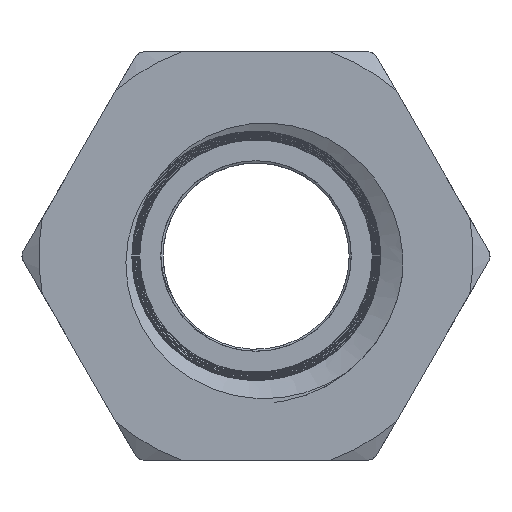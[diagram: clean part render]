
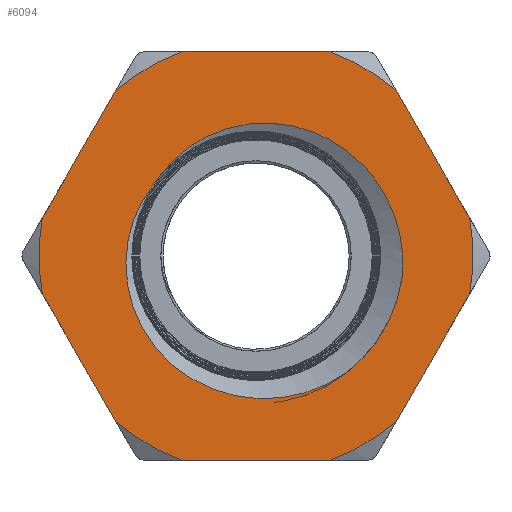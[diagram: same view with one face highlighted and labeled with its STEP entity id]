
A CAD part, left-side view. The second image highlights one B-rep face of the part: STEP entity #6094.
In plain terms, the highlighted planar face has unit normal (-1, 0, 0).
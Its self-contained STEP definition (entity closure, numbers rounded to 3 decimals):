
#668=CARTESIAN_POINT('',(-16.6,0.,0.));
#669=DIRECTION('',(-1.,0.,0.));
#670=DIRECTION('',(0.,-0.985,-0.175));
#671=AXIS2_PLACEMENT_3D('',#668,#669,#670);
#697=CARTESIAN_POINT('',(-16.6,0.,0.));
#698=DIRECTION('',(-1.,0.,0.));
#699=DIRECTION('',(0.,0.985,0.175));
#700=AXIS2_PLACEMENT_3D('',#697,#698,#699);
#820=DIRECTION('',(0.,0.5,-0.866));
#821=VECTOR('',#820,6.911);
#822=CARTESIAN_POINT('',(-16.6,6.521,7.755));
#823=LINE('',#822,#821);
#824=CARTESIAN_POINT('',(-16.6,0.,0.));
#825=DIRECTION('',(1.,0.,0.));
#826=DIRECTION('',(0.,0.644,0.765));
#827=AXIS2_PLACEMENT_3D('',#824,#825,#826);
#829=DIRECTION('',(0.,1.,0.));
#830=VECTOR('',#829,6.911);
#831=CARTESIAN_POINT('',(-16.6,-3.456,9.525));
#832=LINE('',#831,#830);
#833=CARTESIAN_POINT('',(-16.6,0.,0.));
#834=DIRECTION('',(1.,0.,0.));
#835=DIRECTION('',(0.,-0.341,0.94));
#836=AXIS2_PLACEMENT_3D('',#833,#834,#835);
#838=DIRECTION('',(0.,0.5,0.866));
#839=VECTOR('',#838,6.911);
#840=CARTESIAN_POINT('',(-16.6,-9.977,1.77));
#841=LINE('',#840,#839);
#842=DIRECTION('',(0.,-0.5,0.866));
#843=VECTOR('',#842,6.911);
#844=CARTESIAN_POINT('',(-16.6,-6.521,-7.755));
#845=LINE('',#844,#843);
#846=CARTESIAN_POINT('',(-16.6,0.,0.));
#847=DIRECTION('',(1.,0.,0.));
#848=DIRECTION('',(0.,-0.644,-0.765));
#849=AXIS2_PLACEMENT_3D('',#846,#847,#848);
#851=DIRECTION('',(0.,-1.,0.));
#852=VECTOR('',#851,6.911);
#853=CARTESIAN_POINT('',(-16.6,3.456,-9.525));
#854=LINE('',#853,#852);
#855=CARTESIAN_POINT('',(-16.6,0.,0.));
#856=DIRECTION('',(1.,0.,0.));
#857=DIRECTION('',(0.,0.341,-0.94));
#858=AXIS2_PLACEMENT_3D('',#855,#856,#857);
#860=DIRECTION('',(0.,-0.5,-0.866));
#861=VECTOR('',#860,6.911);
#862=CARTESIAN_POINT('',(-16.6,9.977,-1.77));
#863=LINE('',#862,#861);
#864=CARTESIAN_POINT('',(-16.6,4.438,3.784));
#865=CARTESIAN_POINT('',(-16.6,4.293,3.98));
#866=CARTESIAN_POINT('',(-16.6,3.983,4.351));
#867=CARTESIAN_POINT('',(-16.6,3.448,4.849));
#868=CARTESIAN_POINT('',(-16.6,2.866,5.27));
#869=CARTESIAN_POINT('',(-16.6,2.234,5.623));
#870=CARTESIAN_POINT('',(-16.6,1.52,5.913));
#871=CARTESIAN_POINT('',(-16.6,0.701,6.128));
#872=CARTESIAN_POINT('',(-16.6,-0.262,6.233));
#873=CARTESIAN_POINT('',(-16.6,-1.306,6.173));
#874=CARTESIAN_POINT('',(-16.6,-2.334,5.936));
#875=CARTESIAN_POINT('',(-16.6,-3.331,5.522));
#876=CARTESIAN_POINT('',(-16.6,-4.24,4.951));
#877=CARTESIAN_POINT('',(-16.6,-5.055,4.225));
#878=CARTESIAN_POINT('',(-16.6,-5.742,3.368));
#879=CARTESIAN_POINT('',(-16.6,-6.28,2.408));
#880=CARTESIAN_POINT('',(-16.6,-6.659,1.353));
#881=CARTESIAN_POINT('',(-16.6,-6.858,0.253));
#882=CARTESIAN_POINT('',(-16.6,-6.871,-0.498));
#883=CARTESIAN_POINT('',(-16.6,-6.845,-0.879));
#885=CARTESIAN_POINT('',(-16.6,0.,0.));
#886=DIRECTION('',(1.,0.,0.));
#887=DIRECTION('',(0.,0.817,0.577));
#888=AXIS2_PLACEMENT_3D('',#885,#886,#887);
#890=CARTESIAN_POINT('',(-16.6,-4.28,-5.413));
#891=CARTESIAN_POINT('',(-16.6,-4.079,-5.555));
#892=CARTESIAN_POINT('',(-16.6,-3.666,-5.815));
#893=CARTESIAN_POINT('',(-16.6,-3.006,-6.137));
#894=CARTESIAN_POINT('',(-16.6,-2.323,-6.385));
#895=CARTESIAN_POINT('',(-16.6,-1.598,-6.563));
#896=CARTESIAN_POINT('',(-16.6,-0.801,-6.665));
#897=CARTESIAN_POINT('',(-16.6,0.09,-6.668));
#898=CARTESIAN_POINT('',(-16.6,1.09,-6.526));
#899=CARTESIAN_POINT('',(-16.6,2.121,-6.205));
#900=CARTESIAN_POINT('',(-16.6,3.084,-5.717));
#901=CARTESIAN_POINT('',(-16.6,3.961,-5.069));
#902=CARTESIAN_POINT('',(-16.6,4.701,-4.298));
#903=CARTESIAN_POINT('',(-16.6,5.303,-3.414));
#904=CARTESIAN_POINT('',(-16.6,5.742,-2.451));
#905=CARTESIAN_POINT('',(-16.6,6.01,-1.441));
#906=CARTESIAN_POINT('',(-16.6,6.103,-0.398));
#907=CARTESIAN_POINT('',(-16.6,6.021,0.625));
#908=CARTESIAN_POINT('',(-16.6,5.765,1.624));
#909=CARTESIAN_POINT('',(-16.6,5.348,2.549));
#910=CARTESIAN_POINT('',(-16.6,4.975,3.103));
#911=CARTESIAN_POINT('',(-16.6,4.763,3.366));
#913=CARTESIAN_POINT('',(-16.6,-6.845,-0.879));
#914=CARTESIAN_POINT('',(-16.6,-6.809,-1.161));
#915=CARTESIAN_POINT('',(-16.6,-6.703,-1.713));
#916=CARTESIAN_POINT('',(-16.6,-6.447,-2.509));
#917=CARTESIAN_POINT('',(-16.6,-6.096,-3.271));
#918=CARTESIAN_POINT('',(-16.6,-5.638,-4.013));
#919=CARTESIAN_POINT('',(-16.6,-5.047,-4.74));
#920=CARTESIAN_POINT('',(-16.6,-4.555,-5.196));
#921=CARTESIAN_POINT('',(-16.6,-4.28,-5.413));
#5155=VERTEX_POINT('',#864);
#5156=VERTEX_POINT('',#883);
#5157=VERTEX_POINT('',#921);
#5158=VERTEX_POINT('',#911);
#5220=CARTESIAN_POINT('',(-16.6,6.521,7.755));
#5221=CARTESIAN_POINT('',(-16.6,3.456,9.525));
#5222=VERTEX_POINT('',#5220);
#5223=VERTEX_POINT('',#5221);
#5224=CARTESIAN_POINT('',(-16.6,-3.456,9.525));
#5225=CARTESIAN_POINT('',(-16.6,-6.521,7.755));
#5226=VERTEX_POINT('',#5224);
#5227=VERTEX_POINT('',#5225);
#5228=CARTESIAN_POINT('',(-16.6,-6.521,-7.755));
#5229=CARTESIAN_POINT('',(-16.6,-3.456,-9.525));
#5230=VERTEX_POINT('',#5228);
#5231=VERTEX_POINT('',#5229);
#5232=CARTESIAN_POINT('',(-16.6,3.456,-9.525));
#5233=CARTESIAN_POINT('',(-16.6,6.521,-7.755));
#5234=VERTEX_POINT('',#5232);
#5235=VERTEX_POINT('',#5233);
#5244=CARTESIAN_POINT('',(-16.6,-9.977,-1.77));
#5245=VERTEX_POINT('',#5244);
#5246=CARTESIAN_POINT('',(-16.6,-9.977,1.77));
#5247=VERTEX_POINT('',#5246);
#5248=CARTESIAN_POINT('',(-16.6,9.977,1.77));
#5249=VERTEX_POINT('',#5248);
#5250=CARTESIAN_POINT('',(-16.6,9.977,-1.77));
#5251=VERTEX_POINT('',#5250);
#6065=CARTESIAN_POINT('',(-16.6,0.,0.));
#6066=DIRECTION('',(-1.,0.,0.));
#6067=DIRECTION('',(0.,0.,1.));
#6068=AXIS2_PLACEMENT_3D('',#6065,#6066,#6067);
#6069=PLANE('',#6068);
#6070=ORIENTED_EDGE('',*,*,#5953,.F.);
#6071=ORIENTED_EDGE('',*,*,#5834,.F.);
#6072=ORIENTED_EDGE('',*,*,#5940,.T.);
#6073=ORIENTED_EDGE('',*,*,#5866,.F.);
#6074=ORIENTED_EDGE('',*,*,#5927,.T.);
#6075=ORIENTED_EDGE('',*,*,#5897,.F.);
#6076=ORIENTED_EDGE('',*,*,#5914,.F.);
#6077=ORIENTED_EDGE('',*,*,#6002,.F.);
#6078=ORIENTED_EDGE('',*,*,#5985,.T.);
#6079=ORIENTED_EDGE('',*,*,#6029,.F.);
#6080=ORIENTED_EDGE('',*,*,#5969,.T.);
#6081=ORIENTED_EDGE('',*,*,#6057,.F.);
#6082=EDGE_LOOP('',(#6070,#6071,#6072,#6073,#6074,#6075,#6076,#6077,#6078,#6079,
#6080,#6081));
#6083=FACE_OUTER_BOUND('',#6082,.F.);
#6085=ORIENTED_EDGE('',*,*,#6084,.F.);
#6087=ORIENTED_EDGE('',*,*,#6086,.F.);
#6089=ORIENTED_EDGE('',*,*,#6088,.F.);
#6091=ORIENTED_EDGE('',*,*,#6090,.F.);
#6092=EDGE_LOOP('',(#6085,#6087,#6089,#6091));
#6093=FACE_BOUND('',#6092,.F.);
#672=CIRCLE('',#671,10.132);
#701=CIRCLE('',#700,10.132);
#828=CIRCLE('',#827,10.132);
#837=CIRCLE('',#836,10.132);
#850=CIRCLE('',#849,10.132);
#859=CIRCLE('',#858,10.132);
#884=B_SPLINE_CURVE_WITH_KNOTS('',3,(#864,#865,#866,#867,#868,#869,#870,#871,
#872,#873,#874,#875,#876,#877,#878,#879,#880,#881,#882,#883),.UNSPECIFIED.,.F.,
.F.,(4,1,1,1,1,1,1,1,1,1,1,1,1,1,1,1,1,4),(0.,0.059,
0.118,0.176,0.235,0.294,
0.353,0.412,0.471,0.529,
0.588,0.647,0.706,0.765,
0.824,0.882,0.941,1.),.UNSPECIFIED.);
#889=CIRCLE('',#888,5.832);
#912=B_SPLINE_CURVE_WITH_KNOTS('',3,(#890,#891,#892,#893,#894,#895,#896,#897,
#898,#899,#900,#901,#902,#903,#904,#905,#906,#907,#908,#909,#910,#911),
.UNSPECIFIED.,.F.,.F.,(4,1,1,1,1,1,1,1,1,1,1,1,1,1,1,1,1,1,1,4),(0.,
0.053,0.105,0.158,0.211,
0.263,0.316,0.368,0.421,
0.474,0.526,0.579,0.632,
0.684,0.737,0.789,0.842,
0.895,0.947,1.),.UNSPECIFIED.);
#922=B_SPLINE_CURVE_WITH_KNOTS('',3,(#913,#914,#915,#916,#917,#918,#919,#920,
#921),.UNSPECIFIED.,.F.,.F.,(4,1,1,1,1,1,4),(0.,0.167,
0.333,0.5,0.667,0.833,1.),
.UNSPECIFIED.);
#5834=EDGE_CURVE('',#5222,#5249,#823,.T.);
#5866=EDGE_CURVE('',#5226,#5223,#832,.T.);
#5897=EDGE_CURVE('',#5247,#5227,#841,.T.);
#5914=EDGE_CURVE('',#5245,#5247,#672,.T.);
#5927=EDGE_CURVE('',#5226,#5227,#837,.T.);
#5940=EDGE_CURVE('',#5222,#5223,#828,.T.);
#5953=EDGE_CURVE('',#5249,#5251,#701,.T.);
#5969=EDGE_CURVE('',#5234,#5235,#859,.T.);
#5985=EDGE_CURVE('',#5230,#5231,#850,.T.);
#6002=EDGE_CURVE('',#5230,#5245,#845,.T.);
#6029=EDGE_CURVE('',#5234,#5231,#854,.T.);
#6057=EDGE_CURVE('',#5251,#5235,#863,.T.);
#6084=EDGE_CURVE('',#5155,#5156,#884,.T.);
#6086=EDGE_CURVE('',#5158,#5155,#889,.T.);
#6088=EDGE_CURVE('',#5157,#5158,#912,.T.);
#6090=EDGE_CURVE('',#5156,#5157,#922,.T.);
#6094=ADVANCED_FACE('',(#6083,#6093),#6069,.T.);
